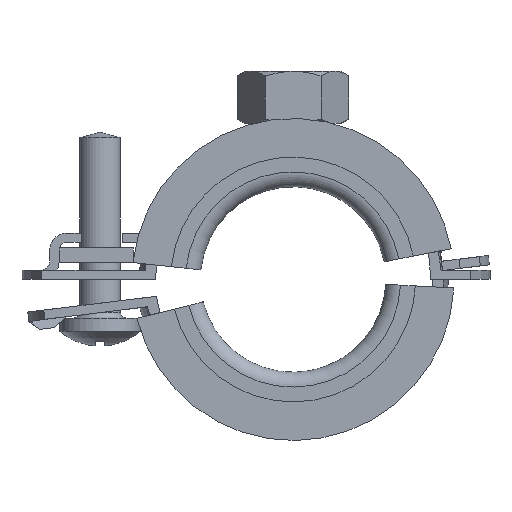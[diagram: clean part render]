
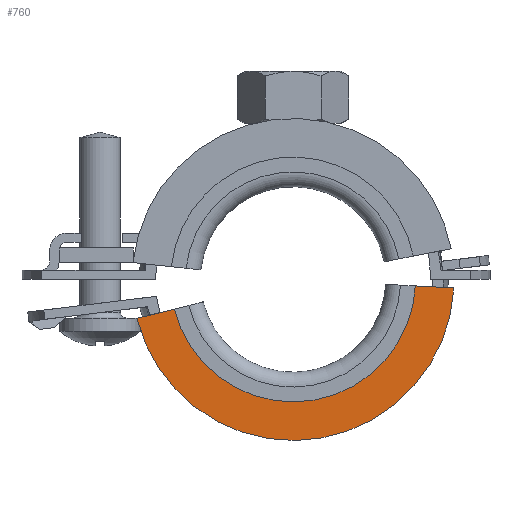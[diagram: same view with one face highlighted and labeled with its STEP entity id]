
A CAD part, front view. The second image highlights one B-rep face of the part: STEP entity #760.
In plain terms, the highlighted planar face has unit normal (0, -1, 0).
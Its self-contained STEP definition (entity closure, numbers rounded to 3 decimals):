
#760=ADVANCED_FACE('',(#1694),#1695,.T.);
#1694=FACE_OUTER_BOUND('',#2873,.T.);
#1695=PLANE('',#2874);
#2873=EDGE_LOOP('',(#4553,#4554,#4555,#4556));
#2874=AXIS2_PLACEMENT_3D('',#4557,#4558,#4559);
#4553=ORIENTED_EDGE('',*,*,#7801,.T.);
#4554=ORIENTED_EDGE('',*,*,#7802,.F.);
#4555=ORIENTED_EDGE('',*,*,#7803,.F.);
#4556=ORIENTED_EDGE('',*,*,#7798,.T.);
#4557=CARTESIAN_POINT('',(19.051,-12.0,-0.998));
#4558=DIRECTION('',(-0.0,-1.0,0.0));
#4559=DIRECTION('',(-0.999,0.0,0.052));
#7798=EDGE_CURVE('',#9422,#9420,#9423,.T.);
#7801=EDGE_CURVE('',#9420,#9426,#9427,.T.);
#7802=EDGE_CURVE('',#9428,#9426,#9429,.T.);
#7803=EDGE_CURVE('',#9422,#9428,#9430,.T.);
#9420=VERTEX_POINT('',#11973);
#9422=VERTEX_POINT('',#11976);
#9423=CIRCLE('',#11977,16.479);
#9426=VERTEX_POINT('',#11981);
#9427=LINE('',#11982,#11983);
#9428=VERTEX_POINT('',#11984);
#9429=CIRCLE('',#11985,21.676);
#9430=LINE('',#11986,#11987);
#11973=CARTESIAN_POINT('',(-15.99,-12.0,-3.987));
#11976=CARTESIAN_POINT('',(16.457,-12.0,-0.862));
#11977=AXIS2_PLACEMENT_3D('',#15172,#15173,#15174);
#11981=CARTESIAN_POINT('',(-21.032,-12.0,-5.244));
#11982=CARTESIAN_POINT('',(-15.99,-12.0,-3.987));
#11983=VECTOR('',#15176,1.0);
#11984=CARTESIAN_POINT('',(21.646,-12.0,-1.134));
#11985=AXIS2_PLACEMENT_3D('',#15177,#15178,#15179);
#11986=CARTESIAN_POINT('',(16.457,-12.0,-0.862));
#11987=VECTOR('',#15180,1.0);
#15172=CARTESIAN_POINT('',(0.0,-12.0,0.0));
#15173=DIRECTION('',(0.0,1.0,0.0));
#15174=DIRECTION('',(0.999,0.0,-0.052));
#15176=DIRECTION('',(-0.97,0.0,-0.242));
#15177=CARTESIAN_POINT('',(0.0,-12.0,0.0));
#15178=DIRECTION('',(0.0,1.0,0.0));
#15179=DIRECTION('',(0.999,0.0,-0.052));
#15180=DIRECTION('',(0.999,0.0,-0.052));
